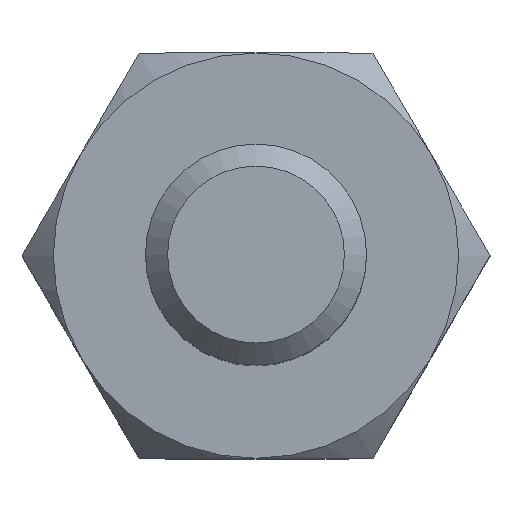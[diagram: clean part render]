
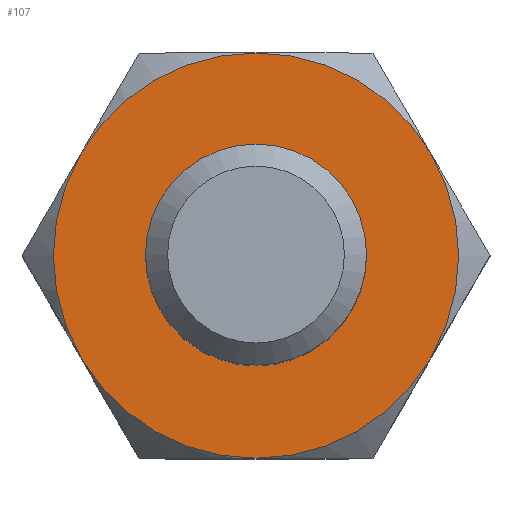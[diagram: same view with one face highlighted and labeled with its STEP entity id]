
A CAD part, top view. The second image highlights one B-rep face of the part: STEP entity #107.
In plain terms, the highlighted planar face has unit normal (0, 0, 1).
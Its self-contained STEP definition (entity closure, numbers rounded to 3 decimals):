
#107 = ADVANCED_FACE( '', ( #222, #223 ), #224, .F. );
#222 = FACE_BOUND( '', #334, .T. );
#223 = FACE_OUTER_BOUND( '', #335, .T. );
#224 = PLANE( '', #336 );
#334 = EDGE_LOOP( '', ( #540 ) );
#335 = EDGE_LOOP( '', ( #541, #542, #543, #544, #545, #546 ) );
#336 = AXIS2_PLACEMENT_3D( '', #547, #548, #549 );
#540 = ORIENTED_EDGE( '', *, *, #616, .T. );
#541 = ORIENTED_EDGE( '', *, *, #660, .T. );
#542 = ORIENTED_EDGE( '', *, *, #636, .T. );
#543 = ORIENTED_EDGE( '', *, *, #661, .T. );
#544 = ORIENTED_EDGE( '', *, *, #647, .T. );
#545 = ORIENTED_EDGE( '', *, *, #630, .T. );
#546 = ORIENTED_EDGE( '', *, *, #655, .T. );
#547 = CARTESIAN_POINT( '', ( 0., 0., 0. ) );
#548 = DIRECTION( '', ( 0., 0., -1. ) );
#549 = DIRECTION( '', ( -1., 0., 0. ) );
#616 = EDGE_CURVE( '', #722, #722, #723, .T. );
#630 = EDGE_CURVE( '', #702, #740, #744, .F. );
#636 = EDGE_CURVE( '', #677, #747, #751, .F. );
#647 = EDGE_CURVE( '', #733, #702, #764, .F. );
#655 = EDGE_CURVE( '', #740, #767, #774, .T. );
#660 = EDGE_CURVE( '', #767, #677, #779, .F. );
#661 = EDGE_CURVE( '', #747, #733, #780, .F. );
#677 = VERTEX_POINT( '', #810 );
#702 = VERTEX_POINT( '', #868 );
#722 = VERTEX_POINT( '', #919 );
#723 = CIRCLE( '', #920, 1.3 );
#733 = VERTEX_POINT( '', #943 );
#740 = VERTEX_POINT( '', #970 );
#744 = CIRCLE( '', #988, 2.75 );
#747 = VERTEX_POINT( '', #998 );
#751 = CIRCLE( '', #1016, 2.75 );
#764 = CIRCLE( '', #1029, 2.75 );
#767 = VERTEX_POINT( '', #1032 );
#774 = CIRCLE( '', #1051, 2.75 );
#779 = CIRCLE( '', #1056, 2.75 );
#780 = CIRCLE( '', #1057, 2.75 );
#810 = CARTESIAN_POINT( '', ( -2.382, -1.375, 0. ) );
#868 = CARTESIAN_POINT( '', ( 2.382, 1.375, 0. ) );
#919 = CARTESIAN_POINT( '', ( -1.3, 0., 0. ) );
#920 = AXIS2_PLACEMENT_3D( '', #1091, #1092, #1093 );
#943 = CARTESIAN_POINT( '', ( 2.382, -1.375, 0. ) );
#970 = CARTESIAN_POINT( '', ( 0., 2.75, 0. ) );
#988 = AXIS2_PLACEMENT_3D( '', #1099, #1100, #1101 );
#998 = CARTESIAN_POINT( '', ( 0., -2.75, 0. ) );
#1016 = AXIS2_PLACEMENT_3D( '', #1102, #1103, #1104 );
#1029 = AXIS2_PLACEMENT_3D( '', #1117, #1118, #1119 );
#1032 = CARTESIAN_POINT( '', ( -2.382, 1.375, 0. ) );
#1051 = AXIS2_PLACEMENT_3D( '', #1123, #1124, #1125 );
#1056 = AXIS2_PLACEMENT_3D( '', #1129, #1130, #1131 );
#1057 = AXIS2_PLACEMENT_3D( '', #1132, #1133, #1134 );
#1091 = CARTESIAN_POINT( '', ( 0., 0., 0. ) );
#1092 = DIRECTION( '', ( 0., 0., -1. ) );
#1093 = DIRECTION( '', ( -1., 0., 0. ) );
#1099 = CARTESIAN_POINT( '', ( 0., 0., 0. ) );
#1100 = DIRECTION( '', ( 0., 0., -1. ) );
#1101 = DIRECTION( '', ( -1., 0., 0. ) );
#1102 = CARTESIAN_POINT( '', ( 0., 0., 0. ) );
#1103 = DIRECTION( '', ( 0., 0., -1. ) );
#1104 = DIRECTION( '', ( -1., 0., 0. ) );
#1117 = CARTESIAN_POINT( '', ( 0., 0., 0. ) );
#1118 = DIRECTION( '', ( 0., 0., -1. ) );
#1119 = DIRECTION( '', ( -1., 0., 0. ) );
#1123 = CARTESIAN_POINT( '', ( 0., 0., 0. ) );
#1124 = DIRECTION( '', ( 0., 0., 1. ) );
#1125 = DIRECTION( '', ( 1., 0., 0. ) );
#1129 = CARTESIAN_POINT( '', ( 0., 0., 0. ) );
#1130 = DIRECTION( '', ( 0., 0., -1. ) );
#1131 = DIRECTION( '', ( -1., 0., 0. ) );
#1132 = CARTESIAN_POINT( '', ( 0., 0., 0. ) );
#1133 = DIRECTION( '', ( 0., 0., -1. ) );
#1134 = DIRECTION( '', ( -1., 0., 0. ) );
